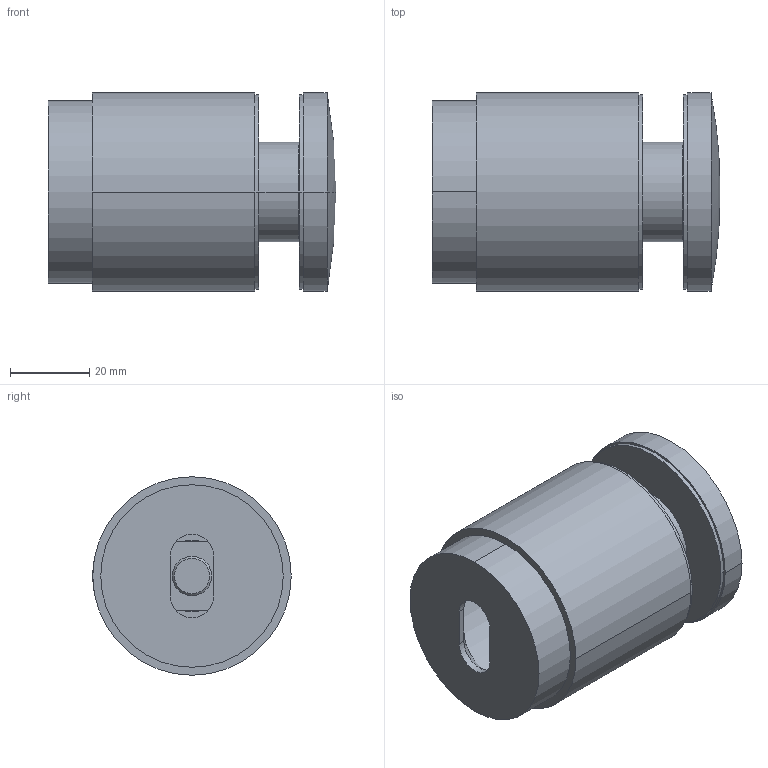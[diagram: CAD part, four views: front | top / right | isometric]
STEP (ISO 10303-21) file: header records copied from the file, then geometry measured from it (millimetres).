
FILE_DESCRIPTION((''),'2;1');
FILE_NAME('2945','2022-03-19T12:59:49',('Gogel'),('Gerresheimer Regensburg GmbH'),'CREO PARAMETRIC BY PTC INC, 2018420','CREO PARAMETRIC BY PTC INC, 2018420','');
FILE_SCHEMA(('AUTOMOTIVE_DESIGN { 1 0 10303 214 1 1 1 1 }'));
Length unit declared in the file: millimetre
Products named in the file (1): 2945
Bounding box: 72.59 x 50 x 50 mm (x, y, z)
Volume: 54857.8 mm3; surface area: 31362.2 mm2
Topology: 4 solids, 4 shells, 74 faces, 159 edges, 97 vertices
Faces by surface type: cylinder 36, plane 28, cone 8, sphere 2
Entity records: 2360 total; most frequent: DIRECTION 412, CARTESIAN_POINT 385, ORIENTED_EDGE 306, AXIS2_PLACEMENT_3D 166, EDGE_CURVE 153, VERTEX_POINT 98, EDGE_LOOP 89, CIRCLE 78
